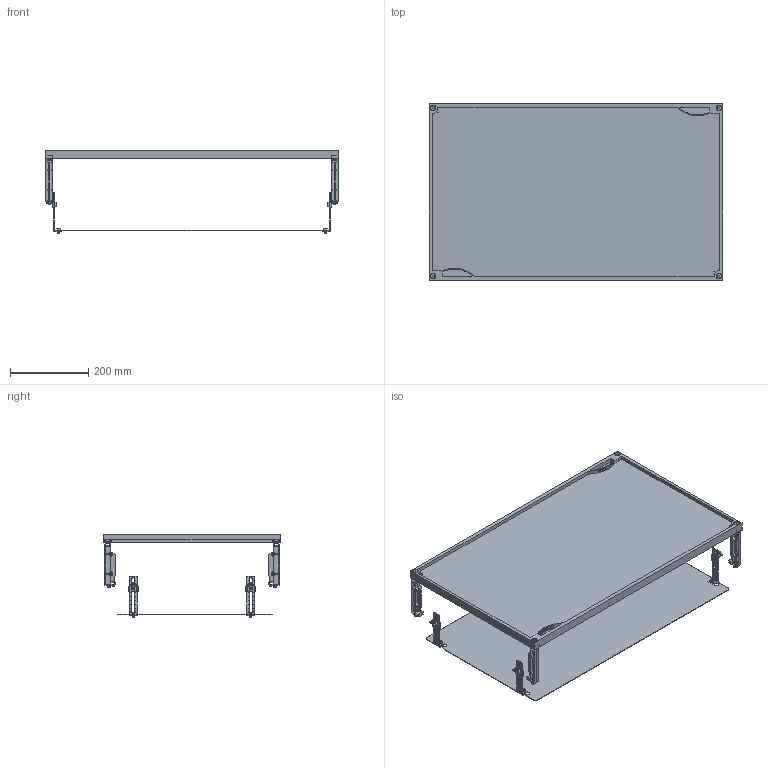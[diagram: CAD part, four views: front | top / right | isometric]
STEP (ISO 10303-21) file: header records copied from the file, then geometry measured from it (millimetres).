
FILE_DESCRIPTION(('STEP AP214'),'1');
FILE_NAME('cctmp_6997777C-3C59-48DE-BD1F-386C6BF8DDE9_2023_07_22_14_10_49_0101..stp','2023-07-22T12:10:50',('SIEMENS A&D'),('CADClick - www.CADClick.com'),'Spatial InterOp 3D postprocessed',' ','unknown authorization');
FILE_SCHEMA(('AUTOMOTIVE_DESIGN'));
Length unit declared in the file: millimetre
Products named in the file (31): cc_unnamed; 2023_07_22_14_10_49_0044; 2023_07_22_14_10_49_0040; 2023_07_22_14_10_49_0036; 2023_07_22_14_10_49_0032; 2023_07_22_14_10_49_0028; 2023_07_22_14_10_49_0024; 2023_07_22_14_10_49_0020; 2023_07_22_14_10_49_0016; 2023_07_22_14_10_49_0012; 2023_07_22_14_10_49_0008; 2023_07_22_14_10_49_0004; 2023_07_22_14_10_49_0000; 2023_07_22_14_10_48_0996; 2023_07_22_14_10_48_0992; 2023_07_22_14_10_48_0988; 2023_07_22_14_10_48_0984; 2023_07_22_14_10_48_0980; 2023_07_22_14_10_48_0976; 2023_07_22_14_10_48_0972; 2023_07_22_14_10_48_0968; 2023_07_22_14_10_48_0964; 2023_07_22_14_10_48_0960; 2023_07_22_14_10_48_0956; 2023_07_22_14_10_48_0952; 2023_07_22_14_10_48_0948; 2023_07_22_14_10_48_0944; 2023_07_22_14_10_48_0940; 2023_07_22_14_10_48_0936; 2023_07_22_14_10_48_0932; 2023_07_22_14_10_48_0928
Assembly tree (30 placements, depth 2):
  cc_unnamed
    2023_07_22_14_10_49_0044
    2023_07_22_14_10_49_0040
    2023_07_22_14_10_49_0036
    2023_07_22_14_10_49_0032
    2023_07_22_14_10_49_0028
    2023_07_22_14_10_49_0024
    2023_07_22_14_10_49_0020
    2023_07_22_14_10_49_0016
    2023_07_22_14_10_49_0012
    2023_07_22_14_10_49_0008
    2023_07_22_14_10_49_0004
    2023_07_22_14_10_49_0000
    2023_07_22_14_10_48_0996
    2023_07_22_14_10_48_0992
    2023_07_22_14_10_48_0988
    2023_07_22_14_10_48_0984
    2023_07_22_14_10_48_0980
    2023_07_22_14_10_48_0976
    2023_07_22_14_10_48_0972
    2023_07_22_14_10_48_0968
    2023_07_22_14_10_48_0964
    2023_07_22_14_10_48_0960
    2023_07_22_14_10_48_0956
    2023_07_22_14_10_48_0952
    2023_07_22_14_10_48_0948
    2023_07_22_14_10_48_0944
    2023_07_22_14_10_48_0940
    2023_07_22_14_10_48_0936
    2023_07_22_14_10_48_0932
    2023_07_22_14_10_48_0928
Bounding box: 750 x 450 x 214.43 mm (x, y, z)
Volume: 2287763.1 mm3; surface area: 1434375 mm2
Topology: 30 solids, 30 shells, 1554 faces, 4176 edges, 2744 vertices
Faces by surface type: plane 1092, cylinder 374, cone 56, torus 32
Entity records: 54257 total; most frequent: CARTESIAN_POINT 9105, ORIENTED_EDGE 8352, DIRECTION 8214, EDGE_CURVE 4176, LINE 3068, VECTOR 3068, VERTEX_POINT 2744, AXIS2_PLACEMENT_3D 2573
